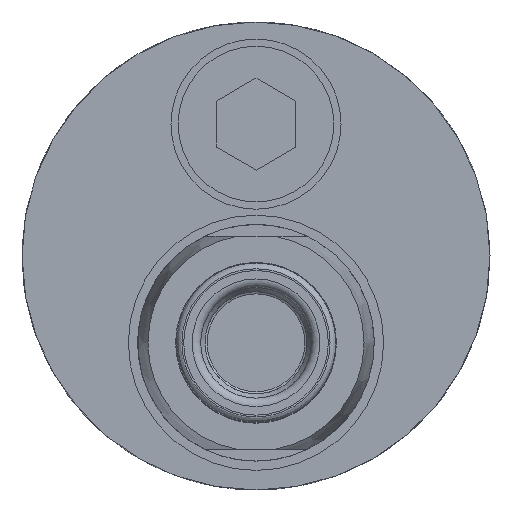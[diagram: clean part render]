
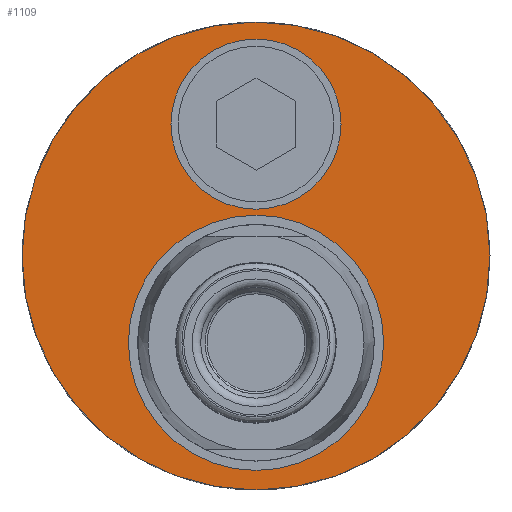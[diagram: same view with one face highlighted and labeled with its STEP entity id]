
A CAD part, left-side view. The second image highlights one B-rep face of the part: STEP entity #1109.
In plain terms, the highlighted planar face has unit normal (-1, 0, 0).
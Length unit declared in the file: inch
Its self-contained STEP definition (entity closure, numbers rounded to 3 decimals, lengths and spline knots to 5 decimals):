
#434=CARTESIAN_POINT('',(-0.925,-0.02511,-0.055));
#435=VERTEX_POINT('',#434);
#436=CARTESIAN_POINT('',(-0.925,-0.02511,-0.155));
#437=DIRECTION('',(1.0,0.0,0.0));
#438=DIRECTION('',(0.0,0.0,-1.0));
#439=AXIS2_PLACEMENT_3D('',#436,#437,#438);
#440=CIRCLE('',#439,0.1);
#441=EDGE_CURVE('',#435,#435,#440,.T.);
#462=CARTESIAN_POINT('',(-0.925,-0.02511,0.252));
#463=VERTEX_POINT('',#462);
#464=CARTESIAN_POINT('',(-0.925,-0.02511,0.102));
#465=DIRECTION('',(1.0,0.0,0.0));
#466=DIRECTION('',(0.0,0.0,-1.0));
#467=AXIS2_PLACEMENT_3D('',#464,#465,#466);
#468=CIRCLE('',#467,0.15);
#469=EDGE_CURVE('',#463,#463,#468,.T.);
#479=CARTESIAN_POINT('',(-0.925,-0.02511,0.275));
#480=VERTEX_POINT('',#479);
#481=CARTESIAN_POINT('',(-0.925,-0.02511,0.));
#482=DIRECTION('',(1.0,0.0,0.0));
#483=DIRECTION('',(0.0,0.0,-1.0));
#484=AXIS2_PLACEMENT_3D('',#481,#482,#483);
#485=CIRCLE('',#484,0.275);
#486=EDGE_CURVE('',#480,#480,#485,.T.);
#1095=CARTESIAN_POINT('',(-0.925,-0.02511,-0.1375));
#1096=DIRECTION('',(-1.0,0.0,0.0));
#1097=DIRECTION('',(0.0,0.0,1.0));
#1098=AXIS2_PLACEMENT_3D('',#1095,#1096,#1097);
#1099=PLANE('',#1098);
#1100=ORIENTED_EDGE('',*,*,#486,.F.);
#1101=EDGE_LOOP('',(#1100));
#1102=FACE_OUTER_BOUND('',#1101,.T.);
#1103=ORIENTED_EDGE('',*,*,#469,.T.);
#1104=EDGE_LOOP('',(#1103));
#1105=FACE_BOUND('',#1104,.T.);
#1106=ORIENTED_EDGE('',*,*,#441,.T.);
#1107=EDGE_LOOP('',(#1106));
#1108=FACE_BOUND('',#1107,.T.);
#1109=ADVANCED_FACE('',(#1102,#1105,#1108),#1099,.T.);
